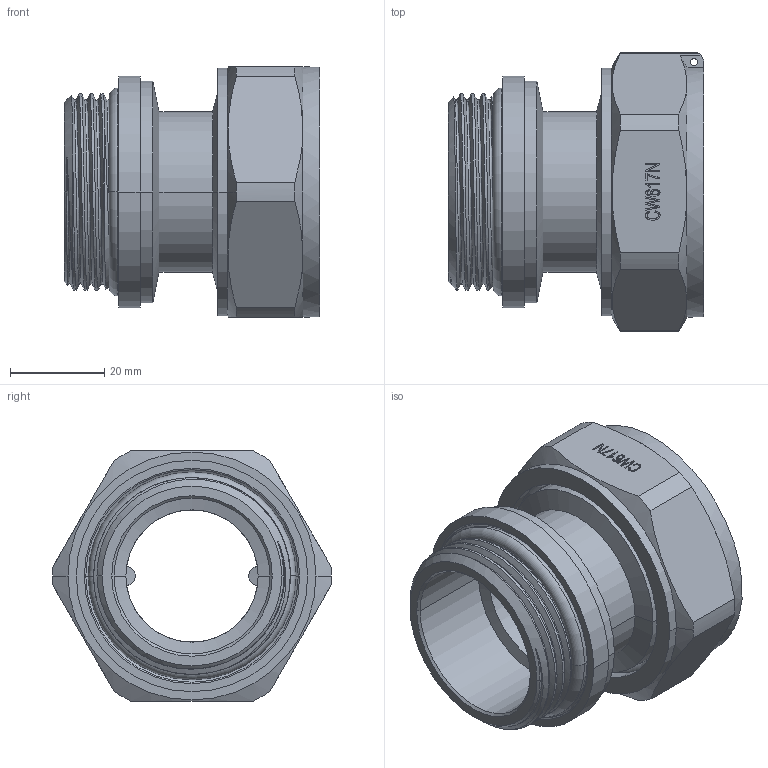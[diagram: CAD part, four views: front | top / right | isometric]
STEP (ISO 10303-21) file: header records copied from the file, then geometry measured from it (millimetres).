
FILE_DESCRIPTION((''),'2;1');
FILE_NAME('F16132107_ASM','2023-12-08T08:28:51',('Administrator'),(''),'CREO PARAMETRIC BY PTC INC, 2023072','CREO PARAMETRIC BY PTC INC, 2023072','');
FILE_SCHEMA(('CONFIG_CONTROL_DESIGN'));
Length unit declared in the file: millimetre
Products named in the file (7): FJ1641132107W; VT10005507R; O-RING42X3_5; FJ1615132107W; VT19000608; VT13013308; F16132107_ASM
Assembly tree (6 placements, depth 2):
  F16132107_ASM
    FJ1641132107W
    VT10005507R
    O-RING42X3_5
    FJ1615132107W
    VT19000608
    VT13013308
Bounding box: 54 x 59 x 53 mm (x, y, z)
Volume: 41102.5 mm3; surface area: 29381.8 mm2
Topology: 6 solids, 6 shells, 244 faces, 619 edges, 394 vertices
Faces by surface type: plane 63, extrusion 63, cylinder 59, cone 36, bspline 15, torus 8
Entity records: 12086 total; most frequent: CARTESIAN_POINT 6411, ORIENTED_EDGE 1238, DIRECTION 943, EDGE_CURVE 619, VERTEX_POINT 394, VECTOR 335, AXIS2_PLACEMENT_3D 304, B_SPLINE_CURVE_WITH_KNOTS 285
